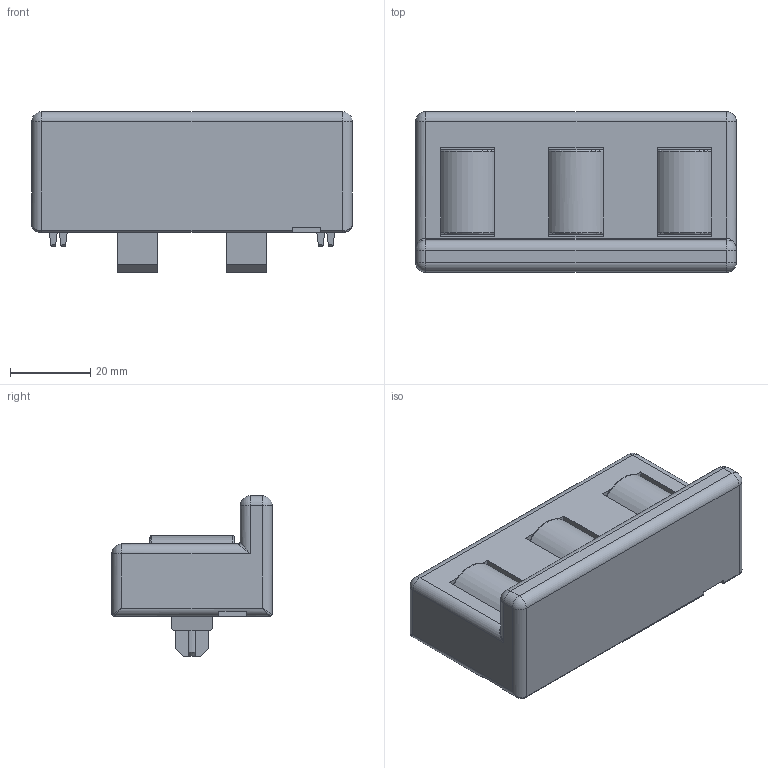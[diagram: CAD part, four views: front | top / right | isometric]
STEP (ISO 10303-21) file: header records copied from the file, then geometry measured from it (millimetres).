
FILE_DESCRIPTION (( 'STEP AP214' ), '1' );
FILE_NAME ('09309303.STEP', '2014-08-19T10:20:24', ( '' ), ( '' ), 'SwSTEP 2.0', 'SolidWorks 2014', '' );
FILE_SCHEMA (( 'AUTOMOTIVE_DESIGN' ));
Length unit declared in the file: millimetre
Products named in the file (1): 09309303
Bounding box: 80 x 40 x 40 mm (x, y, z)
Volume: 66829.2 mm3; surface area: 14166.3 mm2
Topology: 1 solids, 1 shells, 168 faces, 441 edges, 272 vertices
Faces by surface type: plane 94, cylinder 45, torus 11, cone 6, sphere 6, bspline 6
Entity records: 7170 total; most frequent: CARTESIAN_POINT 1456, ORIENTED_EDGE 858, DIRECTION 780, EDGE_CURVE 429, VECTOR 276, LINE 276, VERTEX_POINT 272, AXIS2_PLACEMENT_3D 252
